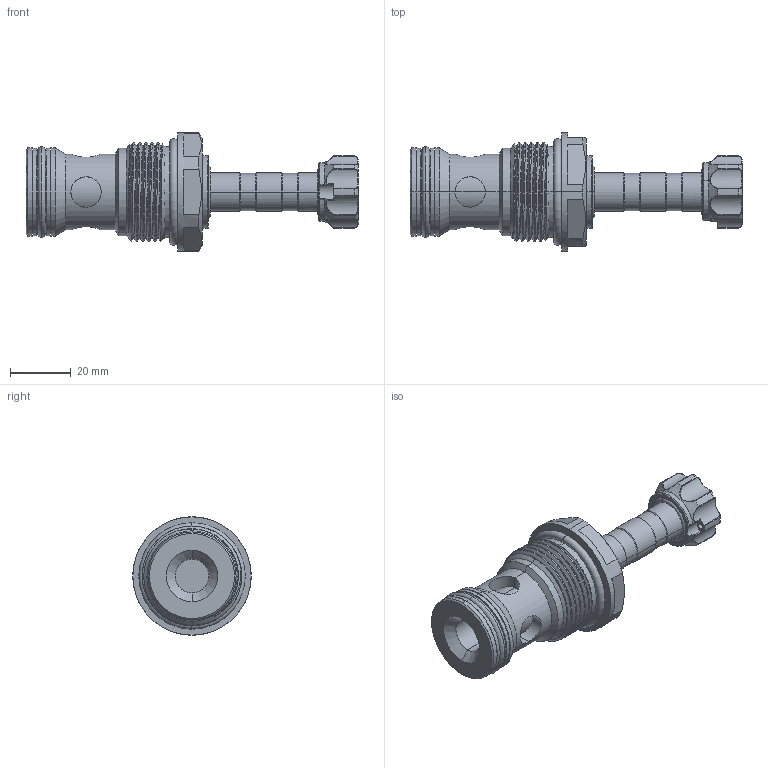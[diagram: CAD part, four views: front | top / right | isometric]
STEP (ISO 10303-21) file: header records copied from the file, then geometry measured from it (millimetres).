
FILE_DESCRIPTION (( 'STEP AP203' ), '1' );
FILE_NAME ('EP33MC2A31N05.STEP', '2020-03-31T02:24:35', ( '' ), ( '' ), 'SwSTEP 2.0', 'SolidWorks 2018', '' );
FILE_SCHEMA (( 'CONFIG_CONTROL_DESIGN' ));
Length unit declared in the file: millimetre
Products named in the file (1): EP33MC2A31N05
Bounding box: 109.4 x 39 x 39 mm (x, y, z)
Volume: 48014.9 mm3; surface area: 15466.6 mm2
Topology: 4 solids, 4 shells, 256 faces, 604 edges, 365 vertices
Faces by surface type: cylinder 115, bspline 38, cone 37, torus 35, plane 31
Entity records: 14015 total; most frequent: CARTESIAN_POINT 8362, ORIENTED_EDGE 1204, DIRECTION 1139, EDGE_CURVE 602, AXIS2_PLACEMENT_3D 486, VERTEX_POINT 365, EDGE_LOOP 275, CIRCLE 267
